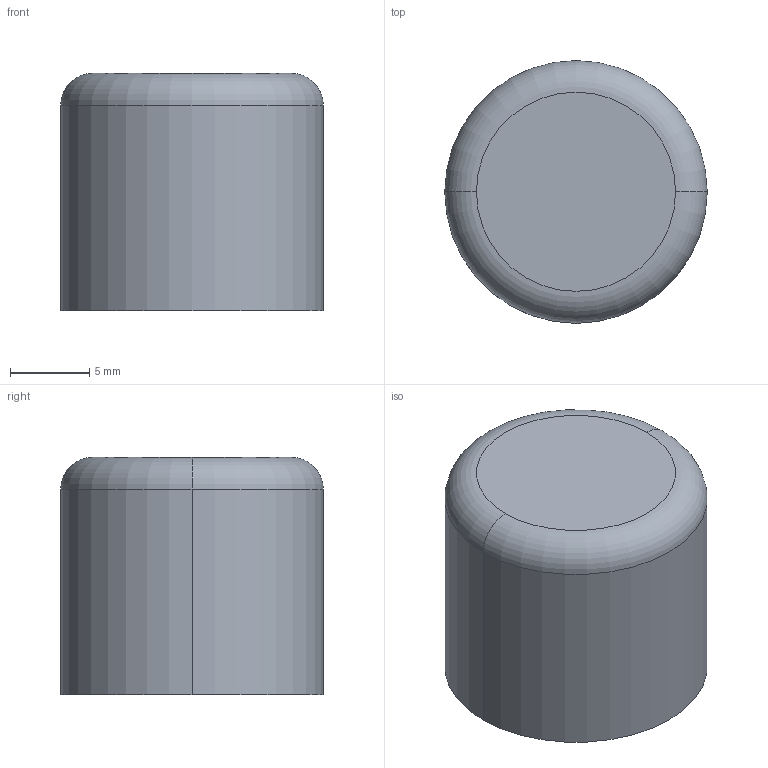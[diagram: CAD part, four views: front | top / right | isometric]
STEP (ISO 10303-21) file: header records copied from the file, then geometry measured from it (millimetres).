
FILE_DESCRIPTION (( 'STEP AP203' ), '1' );
FILE_NAME ('top lid edited step.STEP', '2023-08-03T09:12:51', ( '' ), ( '' ), 'SwSTEP 2.0', 'SolidWorks 2020', '' );
FILE_SCHEMA (( 'CONFIG_CONTROL_DESIGN' ));
Length unit declared in the file: millimetre
Products named in the file (1): top lid edited step
Bounding box: 16.6 x 16.6 x 15 mm (x, y, z)
Volume: 1234.4 mm3; surface area: 2018.9 mm2
Topology: 1 solids, 1 shells, 23 faces, 55 edges, 35 vertices
Faces by surface type: cylinder 13, plane 5, bspline 3, torus 2
Entity records: 1621 total; most frequent: CARTESIAN_POINT 1092, ORIENTED_EDGE 110, DIRECTION 80, EDGE_CURVE 55, VERTEX_POINT 35, AXIS2_PLACEMENT_3D 33, EDGE_LOOP 24, FACE_OUTER_BOUND 23
